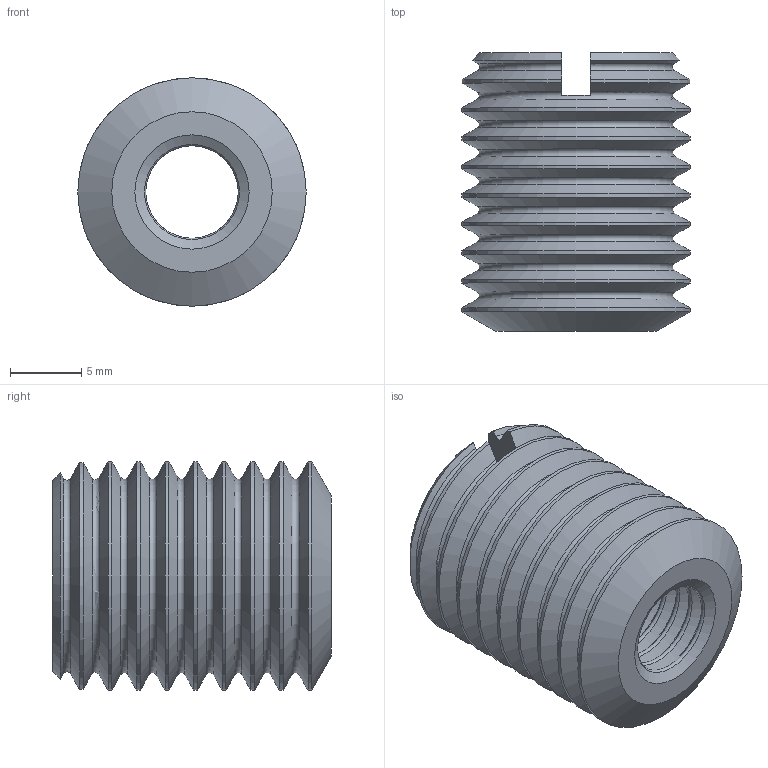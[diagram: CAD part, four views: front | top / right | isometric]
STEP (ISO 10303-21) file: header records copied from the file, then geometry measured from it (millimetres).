
FILE_DESCRIPTION(/* description */ ('Boccola di riduzione M16-M8 lungh. 20 mm'),/* implementation_level */ '2;1');
FILE_NAME(/* name */ 'B51-16-08.stp',/* time_stamp */ '2022-06-17T12:14:40+02:00',/* author */ ('USER'),/* organization */ ('Microsoft'),/* preprocessor_version */ 'ST-DEVELOPER v18.1',/* originating_system */ 'Autodesk Inventor 2021',/* authorisation */ '');
FILE_SCHEMA (('AUTOMOTIVE_DESIGN { 1 0 10303 214 3 1 1 }'));
Length unit declared in the file: millimetre
Products named in the file (1): B51-16-08
Bounding box: 16 x 19.5 x 16 mm (x, y, z)
Volume: 2446.6 mm3; surface area: 2416.4 mm2
Topology: 1 solids, 1 shells, 126 faces, 333 edges, 208 vertices
Faces by surface type: cone 61, torus 29, cylinder 27, plane 9
Full cylindrical faces by diameter (mm): 8 x13, 16 x8
Entity records: 4175 total; most frequent: CARTESIAN_POINT 986, DIRECTION 720, ORIENTED_EDGE 666, EDGE_CURVE 333, AXIS2_PLACEMENT_3D 318, VERTEX_POINT 208, CIRCLE 189, EDGE_LOOP 127
